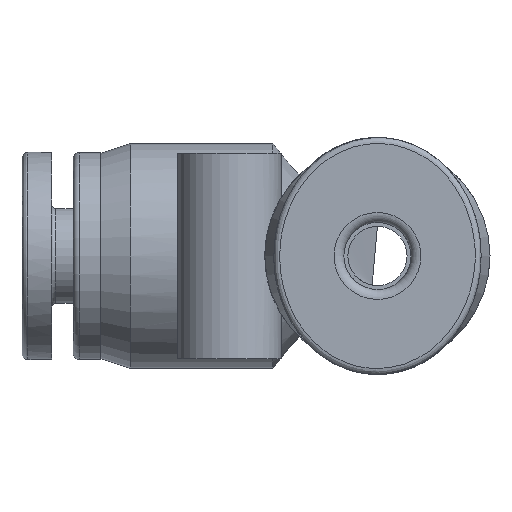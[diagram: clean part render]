
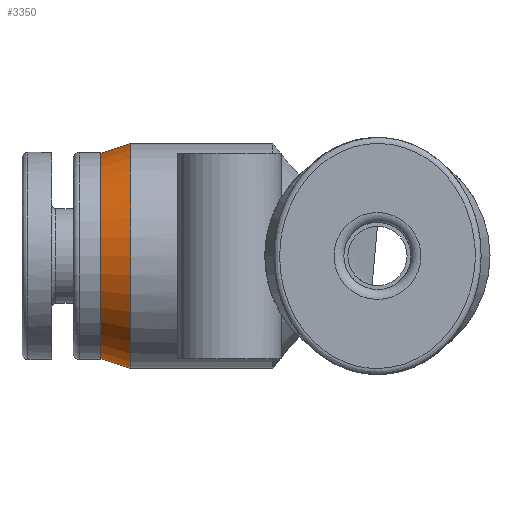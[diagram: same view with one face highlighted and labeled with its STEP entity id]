
A CAD part, left-side view. The second image highlights one B-rep face of the part: STEP entity #3350.
In plain terms, the highlighted conical face has half-angle 18.435 degrees and reference radius 5.7 mm.
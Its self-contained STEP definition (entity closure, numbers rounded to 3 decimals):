
#662 = CYLINDRICAL_SURFACE('',#663,5.7);
#663 = AXIS2_PLACEMENT_3D('',#664,#665,#666);
#664 = CARTESIAN_POINT('',(0.,0.,0.));
#665 = DIRECTION('',(-0.,-1.,-0.));
#666 = DIRECTION('',(0.,0.,-1.));
#3350 = ADVANCED_FACE('',(#3351),#3366,.T.);
#3351 = FACE_BOUND('',#3352,.T.);
#3352 = EDGE_LOOP('',(#3353,#3393,#3415,#3437,#3438));
#3353 = ORIENTED_EDGE('',*,*,#3354,.T.);
#3354 = EDGE_CURVE('',#3355,#3357,#3359,.T.);
#3355 = VERTEX_POINT('',#3356);
#3356 = CARTESIAN_POINT('',(0.,14.,5.2));
#3357 = VERTEX_POINT('',#3358);
#3358 = CARTESIAN_POINT('',(0.,14.,-5.2));
#3359 = SURFACE_CURVE('',#3360,(#3365,#3377),.PCURVE_S1.);
#3360 = CIRCLE('',#3361,5.2);
#3361 = AXIS2_PLACEMENT_3D('',#3362,#3363,#3364);
#3362 = CARTESIAN_POINT('',(0.,14.,0.));
#3363 = DIRECTION('',(0.,-1.,0.));
#3364 = DIRECTION('',(0.,0.,1.));
#3365 = PCURVE('',#3366,#3371);
#3366 = CONICAL_SURFACE('',#3367,5.7,0.322);
#3367 = AXIS2_PLACEMENT_3D('',#3368,#3369,#3370);
#3368 = CARTESIAN_POINT('',(0.,12.5,0.));
#3369 = DIRECTION('',(-0.,-1.,-0.));
#3370 = DIRECTION('',(0.,0.,-1.));
#3371 = DEFINITIONAL_REPRESENTATION('',(#3372),#3376);
#3372 = LINE('',#3373,#3374);
#3373 = CARTESIAN_POINT('',(3.142,-1.5));
#3374 = VECTOR('',#3375,1.);
#3375 = DIRECTION('',(1.,0.));
#3376 = ( GEOMETRIC_REPRESENTATION_CONTEXT(2) 
PARAMETRIC_REPRESENTATION_CONTEXT() REPRESENTATION_CONTEXT('2D SPACE',''
  ) );
#3377 = PCURVE('',#3378,#3383);
#3378 = PLANE('',#3379);
#3379 = AXIS2_PLACEMENT_3D('',#3380,#3381,#3382);
#3380 = CARTESIAN_POINT('',(0.,14.,0.));
#3381 = DIRECTION('',(0.,1.,0.));
#3382 = DIRECTION('',(0.,-0.,1.));
#3383 = DEFINITIONAL_REPRESENTATION('',(#3384),#3392);
#3384 = ( BOUNDED_CURVE() B_SPLINE_CURVE(2,(#3385,#3386,#3387,#3388,
#3389,#3390,#3391),.UNSPECIFIED.,.T.,.F.) B_SPLINE_CURVE_WITH_KNOTS((1,2
    ,2,2,2,1),(-2.094,0.,2.094,4.189,
6.283,8.378),.UNSPECIFIED.) CURVE() 
GEOMETRIC_REPRESENTATION_ITEM() RATIONAL_B_SPLINE_CURVE((1.,0.5,1.,0.5,
1.,0.5,1.)) REPRESENTATION_ITEM('') );
#3385 = CARTESIAN_POINT('',(5.2,0.));
#3386 = CARTESIAN_POINT('',(5.2,-9.007));
#3387 = CARTESIAN_POINT('',(-2.6,-4.503));
#3388 = CARTESIAN_POINT('',(-10.4,0.));
#3389 = CARTESIAN_POINT('',(-2.6,4.503));
#3390 = CARTESIAN_POINT('',(5.2,9.007));
#3391 = CARTESIAN_POINT('',(5.2,0.));
#3392 = ( GEOMETRIC_REPRESENTATION_CONTEXT(2) 
PARAMETRIC_REPRESENTATION_CONTEXT() REPRESENTATION_CONTEXT('2D SPACE',''
  ) );
#3393 = ORIENTED_EDGE('',*,*,#3394,.T.);
#3394 = EDGE_CURVE('',#3357,#3395,#3397,.T.);
#3395 = VERTEX_POINT('',#3396);
#3396 = CARTESIAN_POINT('',(0.,12.5,-5.7));
#3397 = SEAM_CURVE('',#3398,(#3401,#3408),.PCURVE_S1.);
#3398 = B_SPLINE_CURVE_WITH_KNOTS('',1,(#3399,#3400),.UNSPECIFIED.,.F.,
  .F.,(2,2),(-1.581,0.),.PIECEWISE_BEZIER_KNOTS.);
#3399 = CARTESIAN_POINT('',(0.,14.,-5.2));
#3400 = CARTESIAN_POINT('',(0.,12.5,-5.7));
#3401 = PCURVE('',#3366,#3402);
#3402 = DEFINITIONAL_REPRESENTATION('',(#3403),#3407);
#3403 = LINE('',#3404,#3405);
#3404 = CARTESIAN_POINT('',(6.283,0.));
#3405 = VECTOR('',#3406,1.);
#3406 = DIRECTION('',(0.,1.));
#3407 = ( GEOMETRIC_REPRESENTATION_CONTEXT(2) 
PARAMETRIC_REPRESENTATION_CONTEXT() REPRESENTATION_CONTEXT('2D SPACE',''
  ) );
#3408 = PCURVE('',#3366,#3409);
#3409 = DEFINITIONAL_REPRESENTATION('',(#3410),#3414);
#3410 = LINE('',#3411,#3412);
#3411 = CARTESIAN_POINT('',(0.,0.));
#3412 = VECTOR('',#3413,1.);
#3413 = DIRECTION('',(0.,1.));
#3414 = ( GEOMETRIC_REPRESENTATION_CONTEXT(2) 
PARAMETRIC_REPRESENTATION_CONTEXT() REPRESENTATION_CONTEXT('2D SPACE',''
  ) );
#3415 = ORIENTED_EDGE('',*,*,#3416,.F.);
#3416 = EDGE_CURVE('',#3395,#3395,#3417,.T.);
#3417 = SURFACE_CURVE('',#3418,(#3423,#3430),.PCURVE_S1.);
#3418 = CIRCLE('',#3419,5.7);
#3419 = AXIS2_PLACEMENT_3D('',#3420,#3421,#3422);
#3420 = CARTESIAN_POINT('',(0.,12.5,0.));
#3421 = DIRECTION('',(0.,-1.,-0.));
#3422 = DIRECTION('',(0.,0.,-1.));
#3423 = PCURVE('',#3366,#3424);
#3424 = DEFINITIONAL_REPRESENTATION('',(#3425),#3429);
#3425 = LINE('',#3426,#3427);
#3426 = CARTESIAN_POINT('',(0.,0.));
#3427 = VECTOR('',#3428,1.);
#3428 = DIRECTION('',(1.,0.));
#3429 = ( GEOMETRIC_REPRESENTATION_CONTEXT(2) 
PARAMETRIC_REPRESENTATION_CONTEXT() REPRESENTATION_CONTEXT('2D SPACE',''
  ) );
#3430 = PCURVE('',#662,#3431);
#3431 = DEFINITIONAL_REPRESENTATION('',(#3432),#3436);
#3432 = LINE('',#3433,#3434);
#3433 = CARTESIAN_POINT('',(0.,-12.5));
#3434 = VECTOR('',#3435,1.);
#3435 = DIRECTION('',(1.,0.));
#3436 = ( GEOMETRIC_REPRESENTATION_CONTEXT(2) 
PARAMETRIC_REPRESENTATION_CONTEXT() REPRESENTATION_CONTEXT('2D SPACE',''
  ) );
#3437 = ORIENTED_EDGE('',*,*,#3394,.F.);
#3438 = ORIENTED_EDGE('',*,*,#3439,.T.);
#3439 = EDGE_CURVE('',#3357,#3355,#3440,.T.);
#3440 = SURFACE_CURVE('',#3441,(#3446,#3453),.PCURVE_S1.);
#3441 = CIRCLE('',#3442,5.2);
#3442 = AXIS2_PLACEMENT_3D('',#3443,#3444,#3445);
#3443 = CARTESIAN_POINT('',(0.,14.,0.));
#3444 = DIRECTION('',(0.,-1.,0.));
#3445 = DIRECTION('',(0.,0.,1.));
#3446 = PCURVE('',#3366,#3447);
#3447 = DEFINITIONAL_REPRESENTATION('',(#3448),#3452);
#3448 = LINE('',#3449,#3450);
#3449 = CARTESIAN_POINT('',(-3.142,-1.5));
#3450 = VECTOR('',#3451,1.);
#3451 = DIRECTION('',(1.,0.));
#3452 = ( GEOMETRIC_REPRESENTATION_CONTEXT(2) 
PARAMETRIC_REPRESENTATION_CONTEXT() REPRESENTATION_CONTEXT('2D SPACE',''
  ) );
#3453 = PCURVE('',#3378,#3454);
#3454 = DEFINITIONAL_REPRESENTATION('',(#3455),#3463);
#3455 = ( BOUNDED_CURVE() B_SPLINE_CURVE(2,(#3456,#3457,#3458,#3459,
#3460,#3461,#3462),.UNSPECIFIED.,.T.,.F.) B_SPLINE_CURVE_WITH_KNOTS((1,2
    ,2,2,2,1),(-2.094,0.,2.094,4.189,
6.283,8.378),.UNSPECIFIED.) CURVE() 
GEOMETRIC_REPRESENTATION_ITEM() RATIONAL_B_SPLINE_CURVE((1.,0.5,1.,0.5,
1.,0.5,1.)) REPRESENTATION_ITEM('') );
#3456 = CARTESIAN_POINT('',(5.2,0.));
#3457 = CARTESIAN_POINT('',(5.2,-9.007));
#3458 = CARTESIAN_POINT('',(-2.6,-4.503));
#3459 = CARTESIAN_POINT('',(-10.4,0.));
#3460 = CARTESIAN_POINT('',(-2.6,4.503));
#3461 = CARTESIAN_POINT('',(5.2,9.007));
#3462 = CARTESIAN_POINT('',(5.2,0.));
#3463 = ( GEOMETRIC_REPRESENTATION_CONTEXT(2) 
PARAMETRIC_REPRESENTATION_CONTEXT() REPRESENTATION_CONTEXT('2D SPACE',''
  ) );
